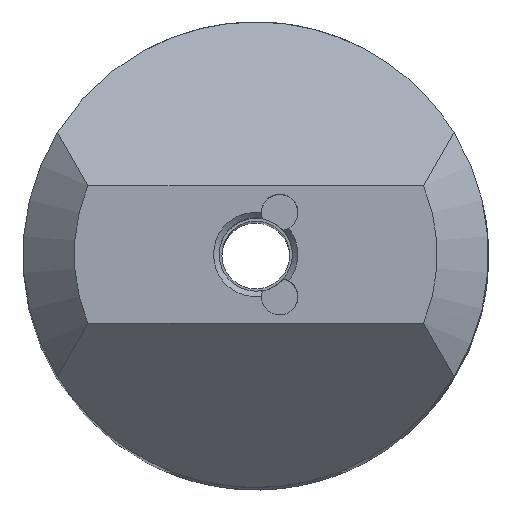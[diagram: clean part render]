
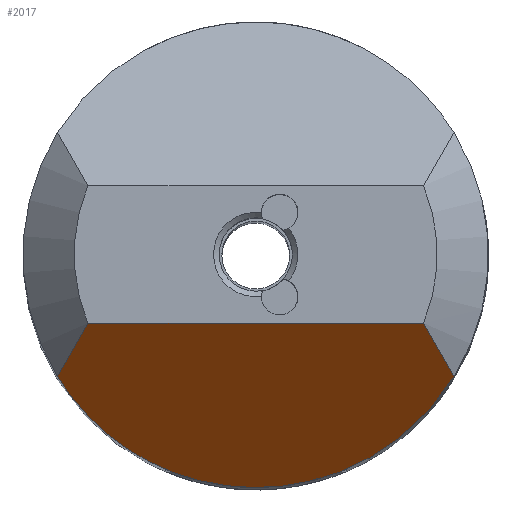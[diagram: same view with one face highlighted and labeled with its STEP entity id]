
A CAD part, top view. The second image highlights one B-rep face of the part: STEP entity #2017.
In plain terms, the highlighted planar face has unit normal (0, -0.695, 0.719).
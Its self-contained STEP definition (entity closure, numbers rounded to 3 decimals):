
#5 =( BOUNDED_CURVE ( )  B_SPLINE_CURVE ( 3, ( #1303, #2103, #1845, #1050 ),
 .UNSPECIFIED., .F., .T. ) 
 B_SPLINE_CURVE_WITH_KNOTS ( ( 4, 4 ),
 ( 5.263, 7.303 ),
 .UNSPECIFIED. ) 
 CURVE ( )  GEOMETRIC_REPRESENTATION_ITEM ( )  RATIONAL_B_SPLINE_CURVE ( ( 1., 0.682, 0.682, 1. ) ) 
 REPRESENTATION_ITEM ( '' )  );
#13 = CARTESIAN_POINT ( 'NONE',  ( -9.162, -3.75, 95. ) ) ;
#108 = CARTESIAN_POINT ( 'NONE',  ( 9.162, -3.75, 95. ) ) ;
#123 = CARTESIAN_POINT ( 'NONE',  ( 10.277, -5.603, 93.211 ) ) ;
#144 = CARTESIAN_POINT ( 'NONE',  ( -10.82, -6.649, 92.2 ) ) ;
#170 = LINE ( 'NONE', #1553, #800 ) ;
#319 = VERTEX_POINT ( 'NONE', #108 ) ;
#377 = DIRECTION ( 'NONE',  ( 1., 0., 0. ) ) ;
#425 = EDGE_CURVE ( 'NONE', #2312, #870, #5, .T. ) ;
#615 = DIRECTION ( 'NONE',  ( 0., 0.719, 0.695 ) ) ;
#626 = PLANE ( 'NONE',  #2342 ) ;
#639 =( BOUNDED_CURVE ( )  B_SPLINE_CURVE ( 3, ( #13, #2542, #1354, #2154 ),
 .UNSPECIFIED., .F., .F. ) 
 B_SPLINE_CURVE_WITH_KNOTS ( ( 4, 4 ),
 ( 3.53, 3.606 ),
 .UNSPECIFIED. ) 
 CURVE ( )  GEOMETRIC_REPRESENTATION_ITEM ( )  RATIONAL_B_SPLINE_CURVE ( ( 1., 1., 1., 1. ) ) 
 REPRESENTATION_ITEM ( '' )  );
#753 = CARTESIAN_POINT ( 'NONE',  ( 10.82, -6.649, 92.2 ) ) ;
#800 = VECTOR ( 'NONE', #377, 1000. ) ;
#870 = VERTEX_POINT ( 'NONE', #144 ) ;
#905 = CARTESIAN_POINT ( 'NONE',  ( 10.82, -6.649, 92.2 ) ) ;
#1050 = CARTESIAN_POINT ( 'NONE',  ( -10.82, -6.649, 92.2 ) ) ;
#1064 = ORIENTED_EDGE ( 'NONE', *, *, #2357, .T. ) ;
#1074 = CARTESIAN_POINT ( 'NONE',  ( 9.162, -3.75, 95. ) ) ;
#1303 = CARTESIAN_POINT ( 'NONE',  ( 10.82, -6.649, 92.2 ) ) ;
#1354 = CARTESIAN_POINT ( 'NONE',  ( -10.277, -5.603, 93.211 ) ) ;
#1404 = ORIENTED_EDGE ( 'NONE', *, *, #425, .F. ) ;
#1553 = CARTESIAN_POINT ( 'NONE',  ( -12.7, -3.75, 95. ) ) ;
#1642 = EDGE_LOOP ( 'NONE', ( #2198, #2230, #1064, #1404 ) ) ;
#1664 = CARTESIAN_POINT ( 'NONE',  ( 9.724, -4.636, 94.144 ) ) ;
#1670 = EDGE_CURVE ( 'NONE', #2182, #319, #170, .T. ) ;
#1793 = CARTESIAN_POINT ( 'NONE',  ( -12.7, -22.39, 77. ) ) ;
#1819 = FACE_OUTER_BOUND ( 'NONE', #1642, .T. ) ;
#1845 = CARTESIAN_POINT ( 'NONE',  ( -5.285, -15.656, 83.503 ) ) ;
#1859 = CARTESIAN_POINT ( 'NONE',  ( -9.162, -3.75, 95. ) ) ;
#2017 = ADVANCED_FACE ( 'NONE', ( #1819 ), #626, .F. ) ;
#2103 = CARTESIAN_POINT ( 'NONE',  ( 5.285, -15.656, 83.503 ) ) ;
#2154 = CARTESIAN_POINT ( 'NONE',  ( -10.82, -6.649, 92.2 ) ) ;
#2182 = VERTEX_POINT ( 'NONE', #1859 ) ;
#2198 = ORIENTED_EDGE ( 'NONE', *, *, #2468, .T. ) ;
#2230 = ORIENTED_EDGE ( 'NONE', *, *, #1670, .F. ) ;
#2312 = VERTEX_POINT ( 'NONE', #753 ) ;
#2342 = AXIS2_PLACEMENT_3D ( 'NONE', #1793, #2403, #615 ) ;
#2349 =( BOUNDED_CURVE ( )  B_SPLINE_CURVE ( 3, ( #905, #123, #1664, #1074 ),
 .UNSPECIFIED., .F., .T. ) 
 B_SPLINE_CURVE_WITH_KNOTS ( ( 4, 4 ),
 ( 2.678, 2.753 ),
 .UNSPECIFIED. ) 
 CURVE ( )  GEOMETRIC_REPRESENTATION_ITEM ( )  RATIONAL_B_SPLINE_CURVE ( ( 1., 1., 1., 1. ) ) 
 REPRESENTATION_ITEM ( '' )  );
#2357 = EDGE_CURVE ( 'NONE', #2182, #870, #639, .T. ) ;
#2403 = DIRECTION ( 'NONE',  ( 0., 0.695, -0.719 ) ) ;
#2468 = EDGE_CURVE ( 'NONE', #2312, #319, #2349, .T. ) ;
#2542 = CARTESIAN_POINT ( 'NONE',  ( -9.724, -4.636, 94.144 ) ) ;
